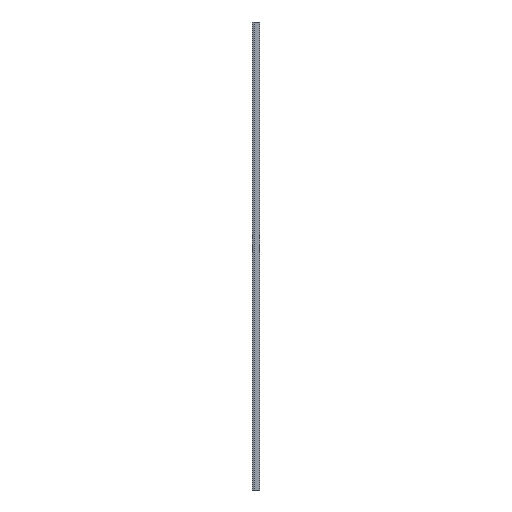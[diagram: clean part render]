
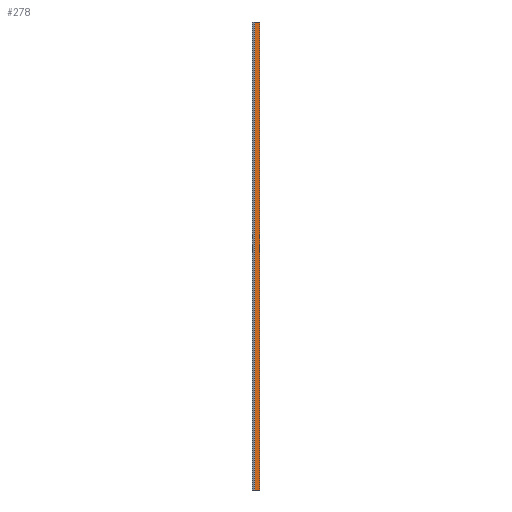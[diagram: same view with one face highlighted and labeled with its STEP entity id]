
A CAD part, left-side view. The second image highlights one B-rep face of the part: STEP entity #278.
In plain terms, the highlighted planar face has unit normal (-1, 0, 0).
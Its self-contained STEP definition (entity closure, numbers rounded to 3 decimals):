
#278=ADVANCED_FACE('',(#471),#403,.T.);
#403=PLANE('',#2711);
#471=FACE_OUTER_BOUND('',#623,.T.);
#623=EDGE_LOOP('',(#906,#907,#908,#909));
#906=ORIENTED_EDGE('',*,*,#1762,.T.);
#907=ORIENTED_EDGE('',*,*,#1894,.T.);
#908=ORIENTED_EDGE('',*,*,#1891,.F.);
#909=ORIENTED_EDGE('',*,*,#1895,.T.);
#1514=VERTEX_POINT('',#3633);
#1515=VERTEX_POINT('',#3634);
#1640=VERTEX_POINT('',#3893);
#1641=VERTEX_POINT('',#3894);
#1762=EDGE_CURVE('',#1514,#1515,#2134,.T.);
#1891=EDGE_CURVE('',#1640,#1641,#2207,.T.);
#1894=EDGE_CURVE('',#1515,#1641,#2208,.T.);
#1895=EDGE_CURVE('',#1640,#1514,#2209,.T.);
#2134=LINE('',#3632,#2390);
#2207=LINE('',#3892,#2463);
#2208=LINE('',#3898,#2464);
#2209=LINE('',#3899,#2465);
#2390=VECTOR('',#2891,1.);
#2463=VECTOR('',#3086,1.);
#2464=VECTOR('',#3093,1.);
#2465=VECTOR('',#3094,1.);
#2711=AXIS2_PLACEMENT_3D('',#3900,#3095,#3096);
#2891=DIRECTION('',(0.,0.,1.));
#3086=DIRECTION('',(0.,0.,1.));
#3093=DIRECTION('',(0.,1.,0.));
#3094=DIRECTION('',(0.,-1.,0.));
#3095=DIRECTION('',(-1.,0.,0.));
#3096=DIRECTION('',(0.,0.,1.));
#3632=CARTESIAN_POINT('',(293.,9.,0.));
#3633=CARTESIAN_POINT('',(293.,9.,-672.));
#3634=CARTESIAN_POINT('',(293.,9.,672.));
#3892=CARTESIAN_POINT('',(293.,24.,0.));
#3893=CARTESIAN_POINT('',(293.,24.,-672.));
#3894=CARTESIAN_POINT('',(293.,24.,672.));
#3898=CARTESIAN_POINT('',(293.,24.,672.));
#3899=CARTESIAN_POINT('',(293.,24.,-672.));
#3900=CARTESIAN_POINT('',(293.,24.,0.));
